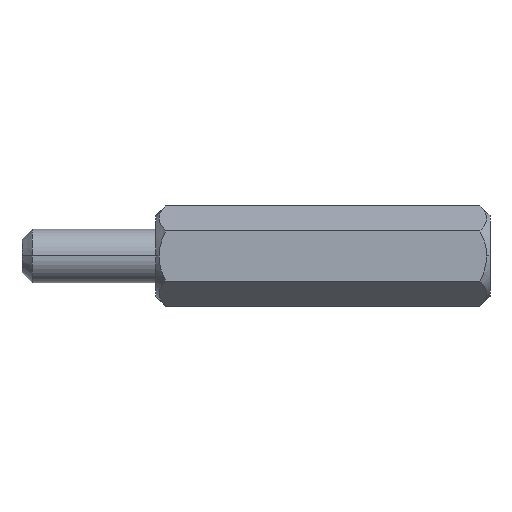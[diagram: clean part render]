
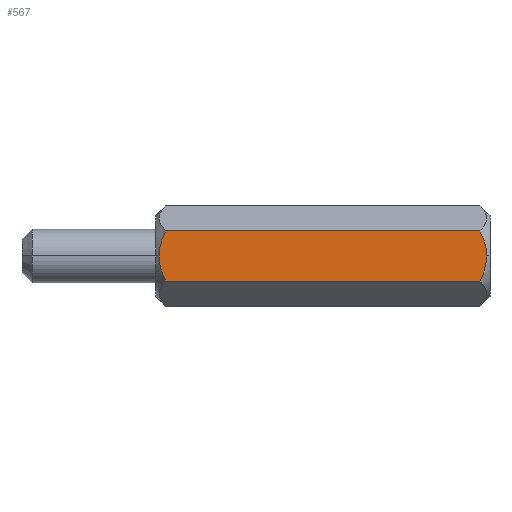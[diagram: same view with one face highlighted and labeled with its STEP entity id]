
A CAD part, front view. The second image highlights one B-rep face of the part: STEP entity #567.
In plain terms, the highlighted face is planar.
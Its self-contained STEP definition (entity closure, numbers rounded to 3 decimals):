
#4 = CARTESIAN_POINT ( 'NONE',  ( 6.5, -1.619, 0.686 ) ) ;
#5 = CARTESIAN_POINT ( 'NONE',  ( 6.5, 1.303, 0.596 ) ) ;
#16 = CARTESIAN_POINT ( 'NONE',  ( 6.5, -3.753, 50. ) ) ;
#21 = VECTOR ( 'NONE', #651, 1000. ) ;
#58 = CARTESIAN_POINT ( 'NONE',  ( 6.5, -0.658, 49.48 ) ) ;
#65 = CARTESIAN_POINT ( 'NONE',  ( 6.5, 3.166, 48.781 ) ) ;
#87 = CARTESIAN_POINT ( 'NONE',  ( 6.5, -3.753, 48.5 ) ) ;
#97 = ORIENTED_EDGE ( 'NONE', *, *, #248, .T. ) ;
#104 = VERTEX_POINT ( 'NONE', #473 ) ;
#118 = VERTEX_POINT ( 'NONE', #462 ) ;
#143 = CARTESIAN_POINT ( 'NONE',  ( 6.5, 1.303, 49.404 ) ) ;
#153 = CARTESIAN_POINT ( 'NONE',  ( 6.5, 0., 49.506 ) ) ;
#164 = CARTESIAN_POINT ( 'NONE',  ( 6.5, -2.556, 0.973 ) ) ;
#191 = PLANE ( 'NONE',  #265 ) ;
#228 = CARTESIAN_POINT ( 'NONE',  ( 6.5, 0.66, 49.506 ) ) ;
#236 = CARTESIAN_POINT ( 'NONE',  ( 6.5, 2.559, 0.975 ) ) ;
#248 = EDGE_CURVE ( 'NONE', #540, #632, #1015, .T. ) ;
#251 = EDGE_LOOP ( 'NONE', ( #976, #809, #683, #860, #272, #97 ) ) ;
#254 = EDGE_CURVE ( 'NONE', #880, #104, #687, .T. ) ;
#255 = DIRECTION ( 'NONE',  ( -1., 0., 0. ) ) ;
#257 = CARTESIAN_POINT ( 'NONE',  ( 6.5, 3.753, 1.5 ) ) ;
#263 = DIRECTION ( 'NONE',  ( 0., -1., 0. ) ) ;
#265 = AXIS2_PLACEMENT_3D ( 'NONE', #1003, #255, #263 ) ;
#269 = B_SPLINE_CURVE_WITH_KNOTS ( 'NONE', 3,
 ( #385, #555, #58, #649, #477, #302, #883, #1053, #560, #87 ),
 .UNSPECIFIED., .F., .F.,
 ( 4, 2, 2, 2, 4 ),
 ( 0.008, 0.009, 0.01, 0.011, 0.012 ),
 .UNSPECIFIED. ) ;
#272 = ORIENTED_EDGE ( 'NONE', *, *, #418, .T. ) ;
#295 = LINE ( 'NONE', #16, #817 ) ;
#298 = EDGE_CURVE ( 'NONE', #880, #632, #1000, .T. ) ;
#300 = CARTESIAN_POINT ( 'NONE',  ( 6.5, 3.462, 1.355 ) ) ;
#302 = CARTESIAN_POINT ( 'NONE',  ( 6.5, -2.245, 49.135 ) ) ;
#306 = CARTESIAN_POINT ( 'NONE',  ( 6.5, 3.753, 1.5 ) ) ;
#321 = CARTESIAN_POINT ( 'NONE',  ( 6.5, -3.753, 1.5 ) ) ;
#359 = CARTESIAN_POINT ( 'NONE',  ( 6.5, 3.753, 48.5 ) ) ;
#373 = EDGE_CURVE ( 'NONE', #104, #118, #269, .T. ) ;
#385 = CARTESIAN_POINT ( 'NONE',  ( 6.5, 0., 49.506 ) ) ;
#390 = CARTESIAN_POINT ( 'NONE',  ( 6.5, 2.559, 49.025 ) ) ;
#414 = CARTESIAN_POINT ( 'NONE',  ( 6.5, -2.245, 0.865 ) ) ;
#418 = EDGE_CURVE ( 'NONE', #665, #540, #933, .T. ) ;
#429 = CARTESIAN_POINT ( 'NONE',  ( 6.5, 0., 0.494 ) ) ;
#462 = CARTESIAN_POINT ( 'NONE',  ( 6.5, -3.753, 48.5 ) ) ;
#473 = CARTESIAN_POINT ( 'NONE',  ( 6.5, 0., 49.506 ) ) ;
#477 = CARTESIAN_POINT ( 'NONE',  ( 6.5, -1.619, 49.314 ) ) ;
#501 = CARTESIAN_POINT ( 'NONE',  ( 6.5, 0., 0.494 ) ) ;
#506 = CARTESIAN_POINT ( 'NONE',  ( 6.5, -3.462, 1.355 ) ) ;
#520 = DIRECTION ( 'NONE',  ( 0., 0., -1. ) ) ;
#525 = CARTESIAN_POINT ( 'NONE',  ( 6.5, -3.753, 1.5 ) ) ;
#540 = VERTEX_POINT ( 'NONE', #846 ) ;
#555 = CARTESIAN_POINT ( 'NONE',  ( 6.5, -0.33, 49.506 ) ) ;
#560 = CARTESIAN_POINT ( 'NONE',  ( 6.5, -3.462, 48.645 ) ) ;
#567 = ADVANCED_FACE ( 'NONE', ( #1027 ), #191, .F. ) ;
#604 = EDGE_CURVE ( 'NONE', #118, #665, #295, .T. ) ;
#632 = VERTEX_POINT ( 'NONE', #257 ) ;
#649 = CARTESIAN_POINT ( 'NONE',  ( 6.5, -1.302, 49.384 ) ) ;
#651 = DIRECTION ( 'NONE',  ( 0., 0., -1. ) ) ;
#660 = CARTESIAN_POINT ( 'NONE',  ( 6.5, -0.658, 0.52 ) ) ;
#663 = CARTESIAN_POINT ( 'NONE',  ( 6.5, -3.165, 1.219 ) ) ;
#665 = VERTEX_POINT ( 'NONE', #525 ) ;
#683 = ORIENTED_EDGE ( 'NONE', *, *, #373, .T. ) ;
#687 = B_SPLINE_CURVE_WITH_KNOTS ( 'NONE', 3,
 ( #873, #1056, #65, #390, #812, #143, #228, #153 ),
 .UNSPECIFIED., .F., .F.,
 ( 4, 2, 2, 4 ),
 ( 0.004, 0.005, 0.006, 0.008 ),
 .UNSPECIFIED. ) ;
#809 = ORIENTED_EDGE ( 'NONE', *, *, #254, .T. ) ;
#812 = CARTESIAN_POINT ( 'NONE',  ( 6.5, 2.247, 49.135 ) ) ;
#817 = VECTOR ( 'NONE', #520, 1000. ) ;
#846 = CARTESIAN_POINT ( 'NONE',  ( 6.5, 0., 0.494 ) ) ;
#860 = ORIENTED_EDGE ( 'NONE', *, *, #604, .T. ) ;
#873 = CARTESIAN_POINT ( 'NONE',  ( 6.5, 3.753, 48.5 ) ) ;
#880 = VERTEX_POINT ( 'NONE', #359 ) ;
#883 = CARTESIAN_POINT ( 'NONE',  ( 6.5, -2.556, 49.027 ) ) ;
#897 = CARTESIAN_POINT ( 'NONE',  ( 6.5, -0.33, 0.494 ) ) ;
#902 = CARTESIAN_POINT ( 'NONE',  ( 6.5, -1.302, 0.616 ) ) ;
#933 = B_SPLINE_CURVE_WITH_KNOTS ( 'NONE', 3,
 ( #321, #506, #663, #164, #414, #4, #902, #660, #897, #501 ),
 .UNSPECIFIED., .F., .F.,
 ( 4, 2, 2, 2, 4 ),
 ( 0.005, 0.006, 0.007, 0.008, 0.009 ),
 .UNSPECIFIED. ) ;
#970 = CARTESIAN_POINT ( 'NONE',  ( 6.5, 2.247, 0.865 ) ) ;
#976 = ORIENTED_EDGE ( 'NONE', *, *, #298, .F. ) ;
#1000 = LINE ( 'NONE', #1043, #21 ) ;
#1003 = CARTESIAN_POINT ( 'NONE',  ( 6.5, -3.753, 50. ) ) ;
#1015 = B_SPLINE_CURVE_WITH_KNOTS ( 'NONE', 3,
 ( #429, #1044, #5, #970, #236, #1046, #300, #306 ),
 .UNSPECIFIED., .F., .F.,
 ( 4, 2, 2, 4 ),
 ( 0.009, 0.01, 0.011, 0.012 ),
 .UNSPECIFIED. ) ;
#1027 = FACE_OUTER_BOUND ( 'NONE', #251, .T. ) ;
#1043 = CARTESIAN_POINT ( 'NONE',  ( 6.5, 3.753, 50. ) ) ;
#1044 = CARTESIAN_POINT ( 'NONE',  ( 6.5, 0.66, 0.494 ) ) ;
#1046 = CARTESIAN_POINT ( 'NONE',  ( 6.5, 3.166, 1.219 ) ) ;
#1053 = CARTESIAN_POINT ( 'NONE',  ( 6.5, -3.165, 48.781 ) ) ;
#1056 = CARTESIAN_POINT ( 'NONE',  ( 6.5, 3.462, 48.645 ) ) ;
